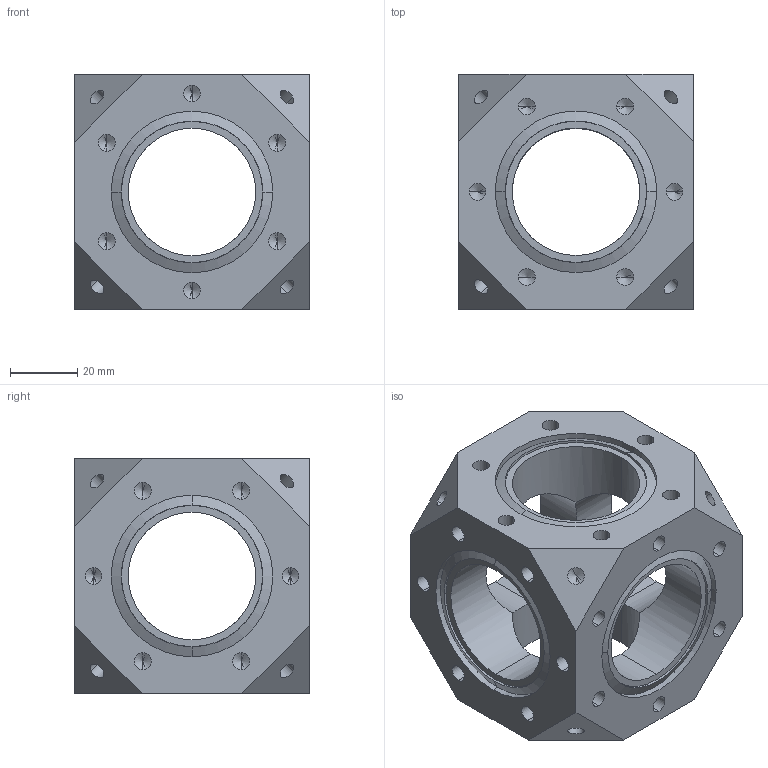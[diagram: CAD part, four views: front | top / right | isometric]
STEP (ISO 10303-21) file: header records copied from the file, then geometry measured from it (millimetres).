
FILE_DESCRIPTION (( 'STEP AP214' ), '1' );
FILE_NAME ('蕾醱极6CF35.STEP', '2023-09-27T00:42:38', ( '' ), ( '' ), 'SwSTEP 2.0', 'SolidWorks 2020', '' );
FILE_SCHEMA (( 'AUTOMOTIVE_DESIGN' ));
Length unit declared in the file: millimetre
Products named in the file (1): 蕾醱极6CF35
Bounding box: 70 x 70 x 70 mm (x, y, z)
Volume: 157068 mm3; surface area: 42414.6 mm2
Topology: 1 solids, 1 shells, 244 faces, 604 edges, 320 vertices
Faces by surface type: cylinder 112, cone 112, plane 20
Entity records: 7232 total; most frequent: DIRECTION 1222, CARTESIAN_POINT 1141, ORIENTED_EDGE 1032, EDGE_CURVE 516, AXIS2_PLACEMENT_3D 481, VERTEX_POINT 320, EDGE_LOOP 300, LINE 260
